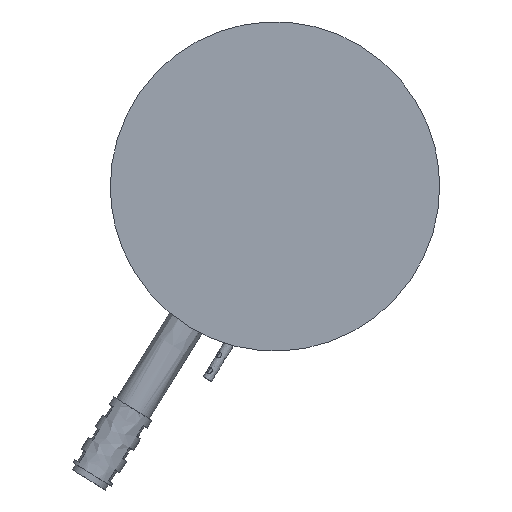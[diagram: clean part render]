
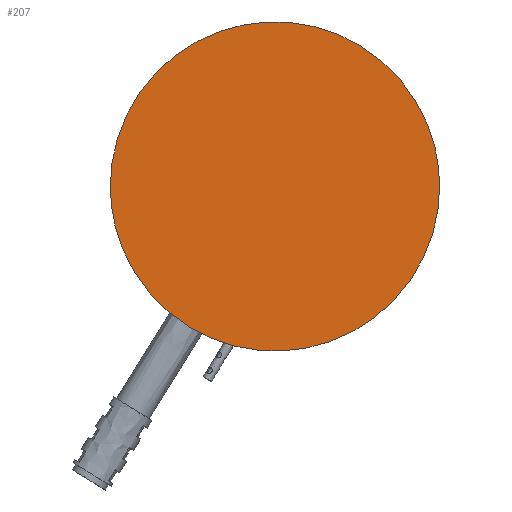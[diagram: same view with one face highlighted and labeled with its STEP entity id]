
A CAD part, front view. The second image highlights one B-rep face of the part: STEP entity #207.
In plain terms, the highlighted free-form (B-spline) face has degree [1, 1] with [2, 2] control points.
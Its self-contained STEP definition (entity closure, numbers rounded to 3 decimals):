
#80 = VERTEX_POINT('',#81);
#81 = CARTESIAN_POINT('',(74.726,14.137,
    -11.326));
#86 = EDGE_CURVE('',#80,#87,#89,.T.);
#87 = VERTEX_POINT('',#88);
#88 = CARTESIAN_POINT('',(-109.764,14.137,
    -11.326));
#89 = ( BOUNDED_CURVE() B_SPLINE_CURVE(2,(#90,#91,#92,#93,#94),
.UNSPECIFIED.,.F.,.F.) B_SPLINE_CURVE_WITH_KNOTS((3,2,3),(0.,
1.571,3.142),.PIECEWISE_BEZIER_KNOTS.) CURVE() 
GEOMETRIC_REPRESENTATION_ITEM() RATIONAL_B_SPLINE_CURVE((1.,
0.707,1.,0.707,1.)) REPRESENTATION_ITEM('') );
#90 = CARTESIAN_POINT('',(74.726,14.137,
    -11.326));
#91 = CARTESIAN_POINT('',(74.726,14.137,
    -103.571));
#92 = CARTESIAN_POINT('',(-17.519,14.137,
    -103.571));
#93 = CARTESIAN_POINT('',(-109.764,14.137,
    -103.571));
#94 = CARTESIAN_POINT('',(-109.764,14.137,
    -11.326));
#191 = EDGE_CURVE('',#87,#80,#192,.T.);
#192 = ( BOUNDED_CURVE() B_SPLINE_CURVE(2,(#193,#194,#195,#196,#197),
.UNSPECIFIED.,.F.,.F.) B_SPLINE_CURVE_WITH_KNOTS((3,2,3),(3.142,
4.712,6.283),.PIECEWISE_BEZIER_KNOTS.) CURVE() 
GEOMETRIC_REPRESENTATION_ITEM() RATIONAL_B_SPLINE_CURVE((1.,
0.707,1.,0.707,1.)) REPRESENTATION_ITEM('') );
#193 = CARTESIAN_POINT('',(-109.764,14.137,
    -11.326));
#194 = CARTESIAN_POINT('',(-109.764,14.137,
    80.919));
#195 = CARTESIAN_POINT('',(-17.519,14.137,
    80.919));
#196 = CARTESIAN_POINT('',(74.726,14.137,
    80.919));
#197 = CARTESIAN_POINT('',(74.726,14.137,
    -11.326));
#207 = ADVANCED_FACE('',(#208),#212,.F.);
#208 = FACE_BOUND('',#209,.F.);
#209 = EDGE_LOOP('',(#210,#211));
#210 = ORIENTED_EDGE('',*,*,#86,.T.);
#211 = ORIENTED_EDGE('',*,*,#191,.T.);
#212 = B_SPLINE_SURFACE_WITH_KNOTS('',1,1,(
    (#213,#214)
    ,(#215,#216
    )),.UNSPECIFIED.,.F.,.F.,.F.,(2,2),(2,2),(0.043,
    0.955),(0.042,0.956),
  .PIECEWISE_BEZIER_KNOTS.);
#213 = CARTESIAN_POINT('',(-111.43,14.137,
    82.748));
#214 = CARTESIAN_POINT('',(-111.43,14.137,
    -105.001));
#215 = CARTESIAN_POINT('',(75.836,14.137,
    82.748));
#216 = CARTESIAN_POINT('',(75.836,14.137,
    -105.001));
